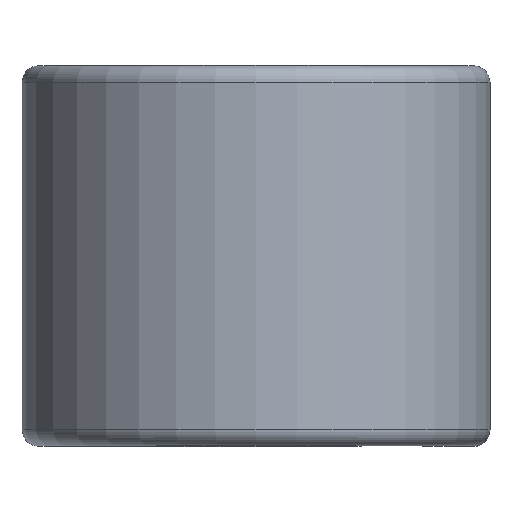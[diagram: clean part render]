
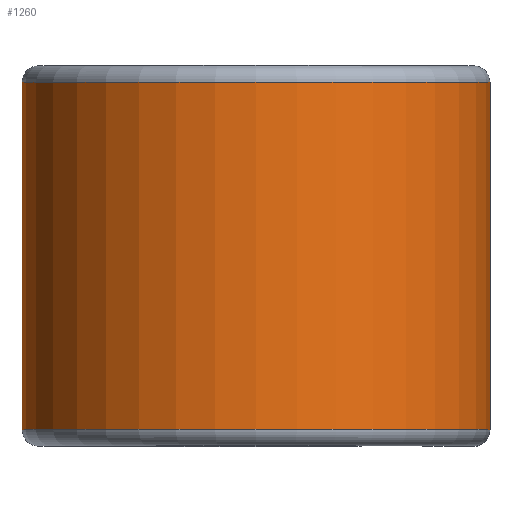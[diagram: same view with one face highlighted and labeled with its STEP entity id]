
A CAD part, top view. The second image highlights one B-rep face of the part: STEP entity #1260.
In plain terms, the highlighted cylindrical face has radius 10.744 mm (diameter 21.488 mm), a partial arc.
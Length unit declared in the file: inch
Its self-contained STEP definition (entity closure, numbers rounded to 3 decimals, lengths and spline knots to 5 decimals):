
#75 = DIRECTION ( 'NONE',  ( 0., 1., 0. ) ) ;
#158 = EDGE_CURVE ( 'NONE', #654, #1720, #1978, .T. ) ;
#385 = CIRCLE ( 'NONE', #1877, 0.423 ) ;
#429 = AXIS2_PLACEMENT_3D ( 'NONE', #1801, #1076, #692 ) ;
#489 = EDGE_CURVE ( 'NONE', #1696, #654, #1353, .T. ) ;
#633 = CARTESIAN_POINT ( 'NONE',  ( 0.423, 0.31375, 0. ) ) ;
#654 = VERTEX_POINT ( 'NONE', #1095 ) ;
#692 = DIRECTION ( 'NONE',  ( 0., 0., -1. ) ) ;
#702 = VERTEX_POINT ( 'NONE', #1384 ) ;
#733 = CARTESIAN_POINT ( 'NONE',  ( 0., 0.31375, 0. ) ) ;
#746 = EDGE_CURVE ( 'NONE', #1696, #702, #963, .T. ) ;
#762 = ORIENTED_EDGE ( 'NONE', *, *, #746, .T. ) ;
#822 = ORIENTED_EDGE ( 'NONE', *, *, #158, .F. ) ;
#924 = DIRECTION ( 'NONE',  ( 0., 0., -1. ) ) ;
#928 = CARTESIAN_POINT ( 'NONE',  ( 0.423, -0.31375, 0. ) ) ;
#963 = LINE ( 'NONE', #633, #2006 ) ;
#1072 = VECTOR ( 'NONE', #1202, 39.37008 ) ;
#1076 = DIRECTION ( 'NONE',  ( 0., -1., 0. ) ) ;
#1095 = CARTESIAN_POINT ( 'NONE',  ( 0., -0.31375, -0.423 ) ) ;
#1202 = DIRECTION ( 'NONE',  ( 0., 1., 0. ) ) ;
#1260 = ADVANCED_FACE ( 'NONE', ( #1823 ), #2285, .T. ) ;
#1326 = CARTESIAN_POINT ( 'NONE',  ( 0., -0.31375, 0. ) ) ;
#1349 = EDGE_CURVE ( 'NONE', #702, #1720, #385, .T. ) ;
#1353 = CIRCLE ( 'NONE', #1911, 0.423 ) ;
#1384 = CARTESIAN_POINT ( 'NONE',  ( 0.423, 0.31375, 0. ) ) ;
#1386 = CARTESIAN_POINT ( 'NONE',  ( 0., 0.31375, -0.423 ) ) ;
#1446 = DIRECTION ( 'NONE',  ( 0., -1., 0. ) ) ;
#1491 = DIRECTION ( 'NONE',  ( 0., 0., -1. ) ) ;
#1669 = CARTESIAN_POINT ( 'NONE',  ( 0., 0.31375, -0.423 ) ) ;
#1696 = VERTEX_POINT ( 'NONE', #928 ) ;
#1720 = VERTEX_POINT ( 'NONE', #1669 ) ;
#1801 = CARTESIAN_POINT ( 'NONE',  ( 0., 0.3125, 0. ) ) ;
#1823 = FACE_OUTER_BOUND ( 'NONE', #2299, .T. ) ;
#1877 = AXIS2_PLACEMENT_3D ( 'NONE', #733, #2027, #924 ) ;
#1893 = ORIENTED_EDGE ( 'NONE', *, *, #489, .F. ) ;
#1911 = AXIS2_PLACEMENT_3D ( 'NONE', #1326, #1446, #1491 ) ;
#1953 = ORIENTED_EDGE ( 'NONE', *, *, #1349, .T. ) ;
#1978 = LINE ( 'NONE', #1386, #1072 ) ;
#2006 = VECTOR ( 'NONE', #75, 39.37008 ) ;
#2027 = DIRECTION ( 'NONE',  ( 0., -1., 0. ) ) ;
#2285 = CYLINDRICAL_SURFACE ( 'NONE', #429, 0.423 ) ;
#2299 = EDGE_LOOP ( 'NONE', ( #762, #1953, #822, #1893 ) ) ;
